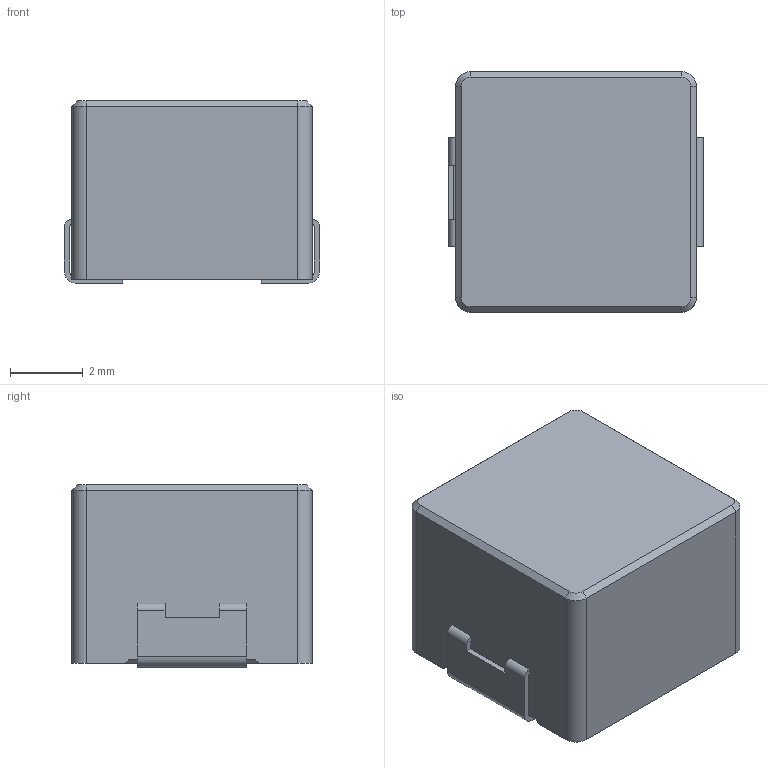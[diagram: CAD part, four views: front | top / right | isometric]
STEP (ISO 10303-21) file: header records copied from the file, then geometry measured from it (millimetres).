
FILE_DESCRIPTION(/* description */ (''),/* implementation_level */ '2;1');
FILE_NAME(/* name */ 'IND-SMD_L7.1-W6.6_H5.0~IND-SMD_L7.1-W6.6-H5.0~R3n2.step',/* time_stamp */ '2026-02-03T14:05:43+08:00',/* author */ (''),/* organization */ (''),/* preprocessor_version */ 'ST-DEVELOPER v20.1',/* originating_system */ 'Autodesk Translation Framework v14.24.0.0',/* authorisation */ '');
FILE_SCHEMA (('AUTOMOTIVE_DESIGN { 1 0 10303 214 3 1 1 }'));
Length unit declared in the file: millimetre
Products named in the file (1): IND-SMD_L7.1-W6.6_H5.0~IND-SMD_L7.1-W6.6-H5.0~R3n2
Bounding box: 7 x 6.6 x 5 mm (x, y, z)
Volume: 213.7 mm3; surface area: 249 mm2
Topology: 1 solids, 1 shells, 277 faces, 757 edges, 502 vertices
Faces by surface type: plane 161, bspline 98, cylinder 14, cone 4
Entity records: 9556 total; most frequent: CARTESIAN_POINT 2567, ORIENTED_EDGE 1514, DIRECTION 1129, EDGE_CURVE 757, LINE 529, VECTOR 529, VERTEX_POINT 502, AXIS2_PLACEMENT_3D 300
